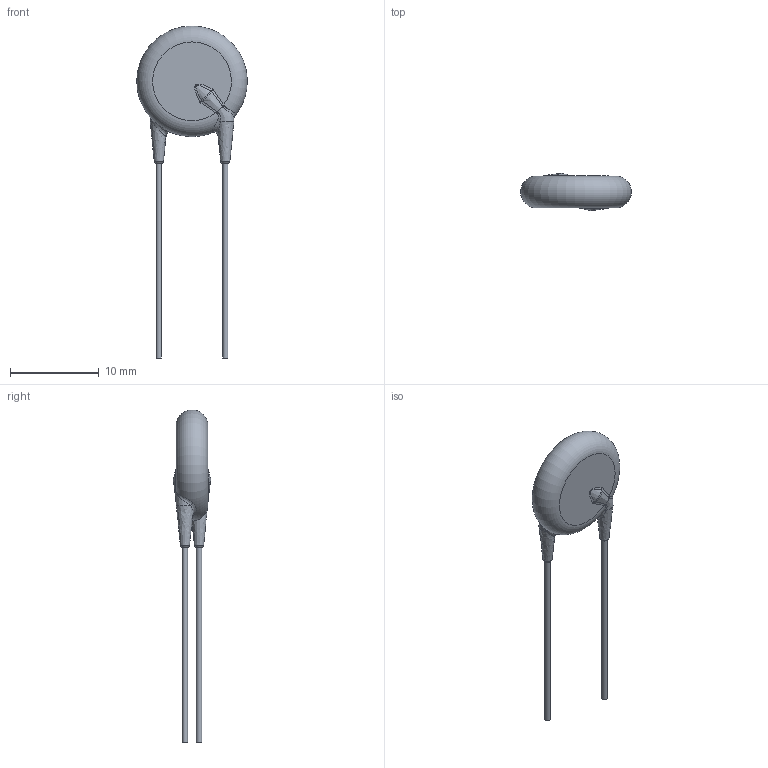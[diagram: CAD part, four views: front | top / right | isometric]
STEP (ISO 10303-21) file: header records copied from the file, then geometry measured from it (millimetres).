
FILE_DESCRIPTION( ( 'Unknown' ), '1' );
FILE_NAME( '820512001.stp', 'Unknown', ( 'Unknown' ), ( 'Unknown' ), 'XStep 1.0', 'Unknown', ' ' );
FILE_SCHEMA( ( 'automotive_design' ) );
Length unit declared in the file: millimetre
Products named in the file (1): 1
Bounding box: 12.49 x 4.22 x 37.5 mm (x, y, z)
Volume: 421.7 mm3; surface area: 443.4 mm2
Topology: 1 solids, 1 shells, 46 faces, 112 edges, 66 vertices
Faces by surface type: bspline 34, plane 6, torus 2, cone 2, cylinder 2
Full cylindrical faces by diameter (mm): 0.6 x2
Entity records: 7989 total; most frequent: CARTESIAN_POINT 6922, ORIENTED_EDGE 184, EDGE_CURVE 92, B_SPLINE_CURVE_WITH_KNOTS 74, DIRECTION 60, VERTEX_POINT 58, EDGE_LOOP 54, FACE_OUTER_BOUND 52
